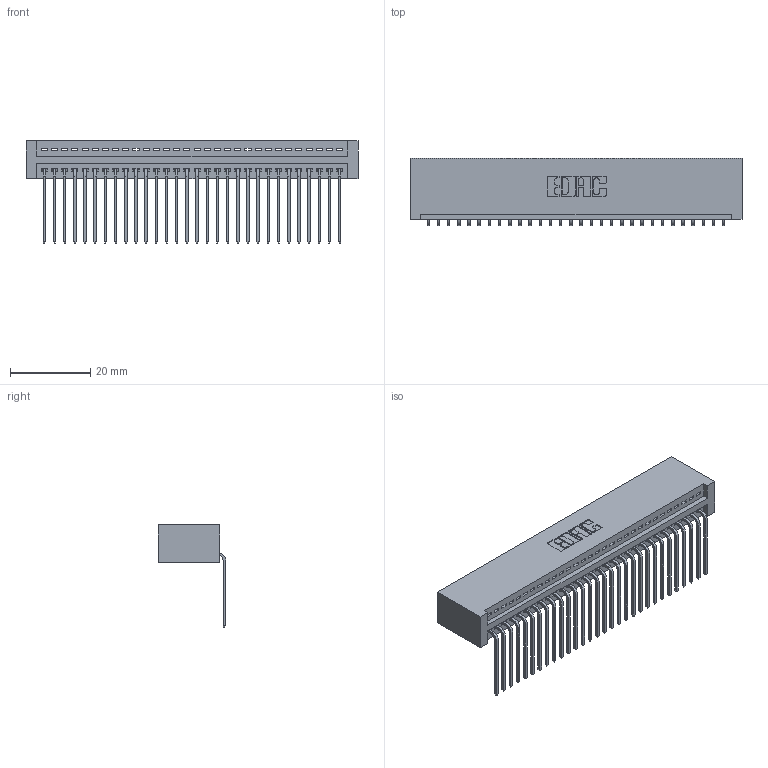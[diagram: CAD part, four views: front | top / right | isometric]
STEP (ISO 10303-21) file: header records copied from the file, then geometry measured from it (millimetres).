
FILE_DESCRIPTION (( 'STEP AP203' ), '1' );
FILE_NAME ('345-030-559-101.STEP', '2018-08-23T08:06:03', ( '' ), ( '' ), 'SwSTEP 2.0', 'SolidWorks 2016', '' );
FILE_SCHEMA (( 'CONFIG_CONTROL_DESIGN' ));
Length unit declared in the file: inch
Products named in the file (3): 345 Part_No Mounting Lugs; 345-292-001_558 559 Tail - 1; 345-030-559-101
Assembly tree (31 placements, depth 2):
  345-030-559-101
    345 Part_No Mounting Lugs
    345-292-001_558 559 Tail - 1  x30
Bounding box: 82.8 x 16.75 x 25.53 mm (x, y, z)
Volume: 8450.8 mm3; surface area: 11844.8 mm2
Topology: 31 solids, 31 shells, 1918 faces, 5777 edges, 3810 vertices
Faces by surface type: plane 1336, cylinder 582
Entity records: 24001 total; most frequent: CARTESIAN_POINT 4166, ORIENTED_EDGE 4130, DIRECTION 3649, EDGE_CURVE 2065, LINE 1821, VECTOR 1821, VERTEX_POINT 1374, AXIS2_PLACEMENT_3D 914
